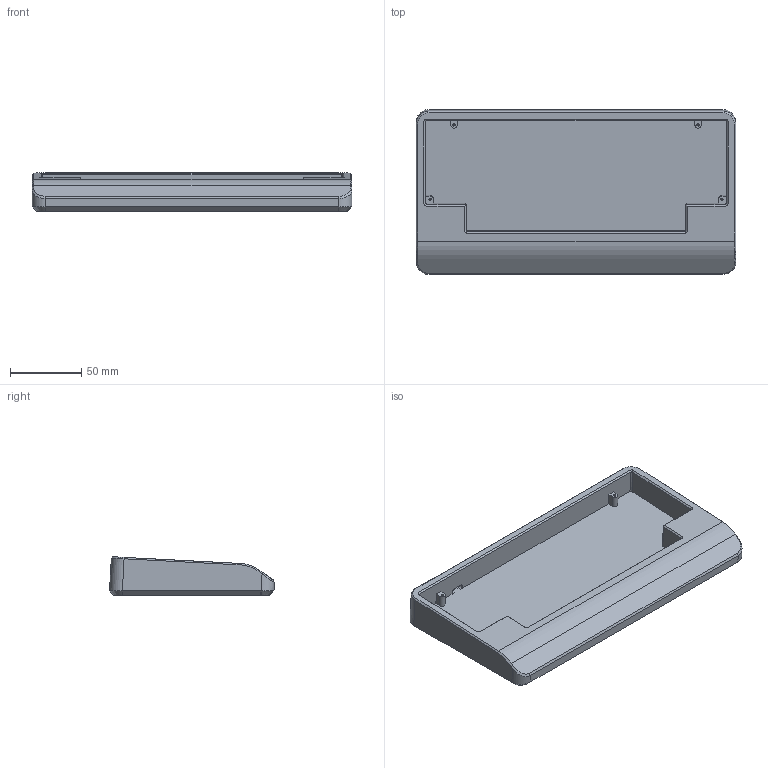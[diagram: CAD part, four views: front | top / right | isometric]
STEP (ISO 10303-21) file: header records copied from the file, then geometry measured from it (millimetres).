
FILE_DESCRIPTION(/* description */ (''),/* implementation_level */ '2;1');
FILE_NAME(/* name */ 'CNC SK-Vault 35 HHKB.step',/* time_stamp */ '2024-11-19T19:51:02-08:00',/* author */ (''),/* organization */ (''),/* preprocessor_version */ 'ST-DEVELOPER v20',/* originating_system */ 'Autodesk Translation Framework v13.20.0.188',/* authorisation */ '');
FILE_SCHEMA (('AUTOMOTIVE_DESIGN { 1 0 10303 214 3 1 1 }'));
Length unit declared in the file: millimetre
Products named in the file (1): CNC SK-Vault 35 HHKB
Bounding box: 224.55 x 115.83 x 27.02 mm (x, y, z)
Volume: 317146.2 mm3; surface area: 74713.8 mm2
Topology: 1 solids, 1 shells, 111 faces, 276 edges, 170 vertices
Faces by surface type: plane 58, cylinder 29, bspline 12, cone 12
Full cylindrical faces by diameter (mm): 1.6 x4
Entity records: 3528 total; most frequent: CARTESIAN_POINT 886, ORIENTED_EDGE 548, DIRECTION 512, EDGE_CURVE 274, LINE 188, VECTOR 188, VERTEX_POINT 170, AXIS2_PLACEMENT_3D 162
